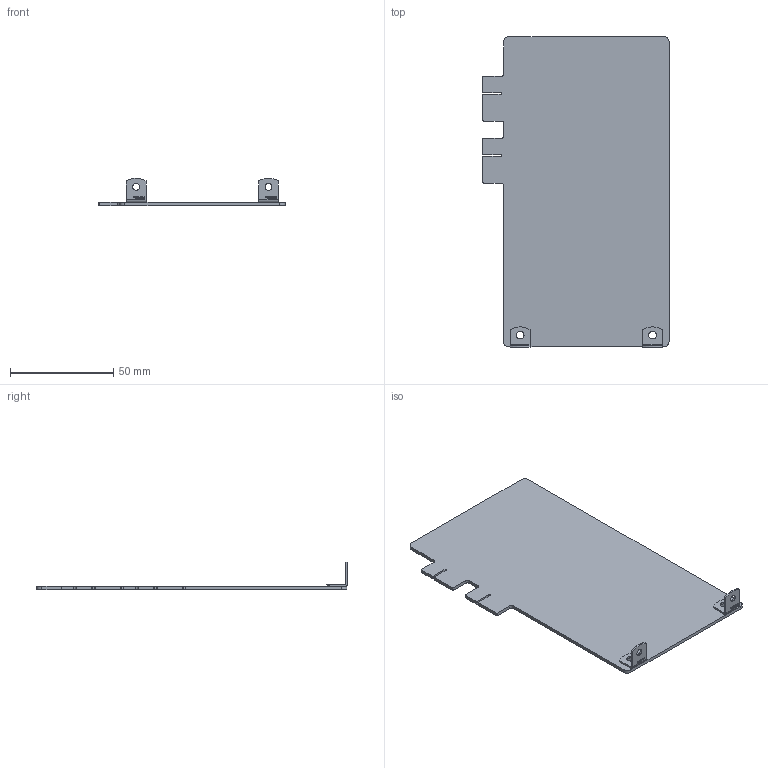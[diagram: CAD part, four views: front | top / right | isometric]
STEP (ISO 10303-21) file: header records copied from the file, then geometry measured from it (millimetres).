
FILE_DESCRIPTION(('Open CASCADE Model'),'2;1');
FILE_NAME('Open CASCADE Shape Model','2025-12-16T09:58:08',('Author'),( 'Open CASCADE'),'Open CASCADE STEP processor 7.5','Open CASCADE 7.5' ,'Unknown');
FILE_SCHEMA(('AUTOMOTIVE_DESIGN { 1 0 10303 214 1 1 1 1 }'));
Length unit declared in the file: millimetre
Products named in the file (8): PCB; Board; Open CASCADE STEP translator 7.5 1.1.1; MP2; UNK_Keystone_613_eec; 613--3DModel-STEP-630548; Keystone; MP1
Assembly tree (8 placements, depth 4):
  PCB
    Board
      Open CASCADE STEP translator 7.5 1.1.1
    MP2
      UNK_Keystone_613_eec
        613--3DModel-STEP-630548
        Keystone
    MP1
      UNK_Keystone_613_eec
        613--3DModel-STEP-630548
        Keystone
Bounding box: 90 x 150.25 x 13.38 mm (x, y, z)
Volume: 20346 mm3; surface area: 26482.9 mm2
Topology: 19 solids, 19 shells, 316 faces, 826 edges, 548 vertices
Faces by surface type: plane 250, cylinder 66
Full cylindrical faces by diameter (mm): 3.251 x2, 3.734 x2, 3.88 x2
Entity records: 6700 total; most frequent: CARTESIAN_POINT 975, ORIENTED_EDGE 946, DIRECTION 939, EDGE_CURVE 473, LINE 383, VECTOR 383, VERTEX_POINT 314, AXIS2_PLACEMENT_3D 278
